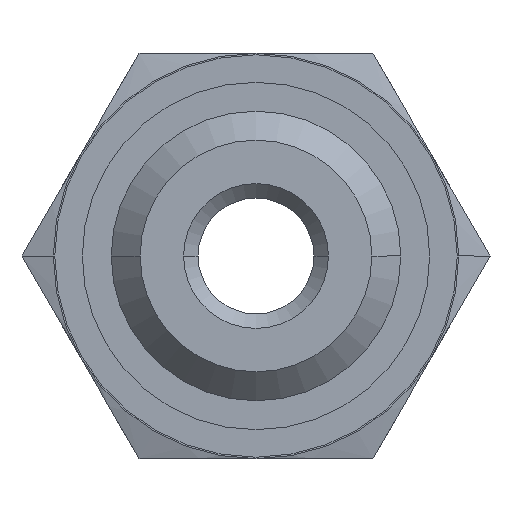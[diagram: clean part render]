
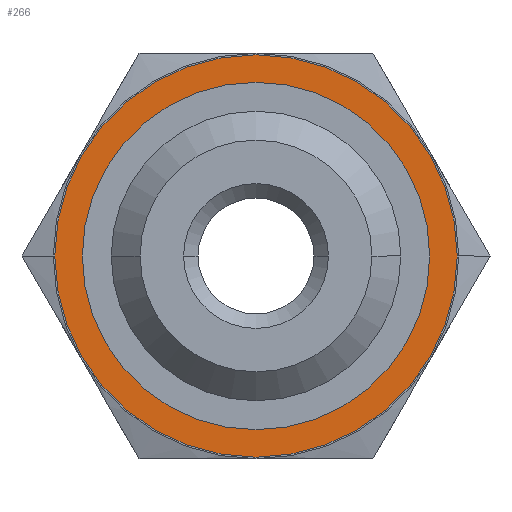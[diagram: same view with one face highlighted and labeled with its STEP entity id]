
A CAD part, left-side view. The second image highlights one B-rep face of the part: STEP entity #266.
In plain terms, the highlighted planar face has unit normal (-1, 0, 0).
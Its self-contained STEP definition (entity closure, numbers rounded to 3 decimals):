
#266 = ADVANCED_FACE( '', ( #517, #518 ), #519, .T. );
#517 = FACE_BOUND( '', #822, .T. );
#518 = FACE_OUTER_BOUND( '', #823, .T. );
#519 = PLANE( '', #824 );
#822 = EDGE_LOOP( '', ( #1662, #1663 ) );
#823 = EDGE_LOOP( '', ( #1664, #1665 ) );
#824 = AXIS2_PLACEMENT_3D( '', #1666, #1667, #1668 );
#1662 = ORIENTED_EDGE( '', *, *, #2097, .F. );
#1663 = ORIENTED_EDGE( '', *, *, #2203, .F. );
#1664 = ORIENTED_EDGE( '', *, *, #2047, .T. );
#1665 = ORIENTED_EDGE( '', *, *, #2258, .T. );
#1666 = CARTESIAN_POINT( '', ( -3.75, 6.475, 0. ) );
#1667 = DIRECTION( '', ( -1., 0., 0. ) );
#1668 = DIRECTION( '', ( 0., 1., 0. ) );
#2047 = EDGE_CURVE( '', #2392, #2396, #2398, .T. );
#2097 = EDGE_CURVE( '', #2487, #2490, #2491, .T. );
#2203 = EDGE_CURVE( '', #2490, #2487, #2666, .T. );
#2258 = EDGE_CURVE( '', #2396, #2392, #2738, .T. );
#2392 = VERTEX_POINT( '', #2932 );
#2396 = VERTEX_POINT( '', #2937 );
#2398 = CIRCLE( '', #2940, 6.95 );
#2487 = VERTEX_POINT( '', #3087 );
#2490 = VERTEX_POINT( '', #3091 );
#2491 = CIRCLE( '', #3092, 6. );
#2666 = CIRCLE( '', #3354, 6. );
#2738 = CIRCLE( '', #3612, 6.95 );
#2932 = CARTESIAN_POINT( '', ( -3.75, 6.95, 0. ) );
#2937 = CARTESIAN_POINT( '', ( -3.75, -6.95, 0. ) );
#2940 = AXIS2_PLACEMENT_3D( '', #4054, #4055, #4056 );
#3087 = CARTESIAN_POINT( '', ( -3.75, 6., 0. ) );
#3091 = CARTESIAN_POINT( '', ( -3.75, -6., 0. ) );
#3092 = AXIS2_PLACEMENT_3D( '', #4146, #4147, #4148 );
#3354 = AXIS2_PLACEMENT_3D( '', #4290, #4291, #4292 );
#3612 = AXIS2_PLACEMENT_3D( '', #4383, #4384, #4385 );
#4054 = CARTESIAN_POINT( '', ( -3.75, 0., 0. ) );
#4055 = DIRECTION( '', ( -1., 0., 0. ) );
#4056 = DIRECTION( '', ( 0., 1., 0. ) );
#4146 = CARTESIAN_POINT( '', ( -3.75, 0., 0. ) );
#4147 = DIRECTION( '', ( -1., 0., 0. ) );
#4148 = DIRECTION( '', ( 0., 1., 0. ) );
#4290 = CARTESIAN_POINT( '', ( -3.75, 0., 0. ) );
#4291 = DIRECTION( '', ( -1., 0., 0. ) );
#4292 = DIRECTION( '', ( 0., 1., 0. ) );
#4383 = CARTESIAN_POINT( '', ( -3.75, 0., 0. ) );
#4384 = DIRECTION( '', ( -1., 0., 0. ) );
#4385 = DIRECTION( '', ( 0., 1., 0. ) );
